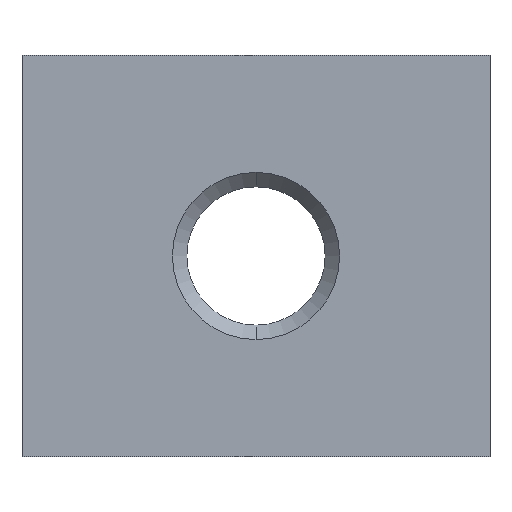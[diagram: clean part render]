
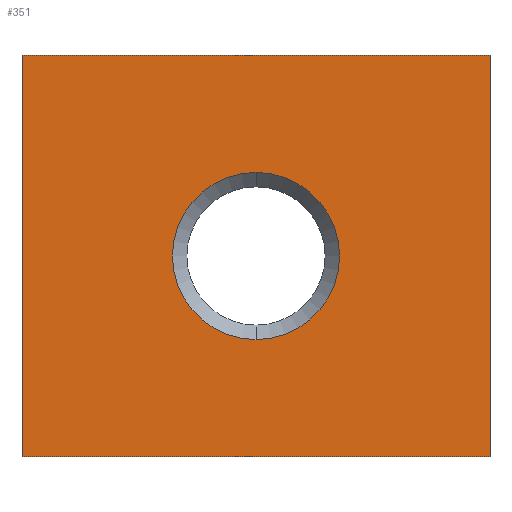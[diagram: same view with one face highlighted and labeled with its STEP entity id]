
A CAD part, front view. The second image highlights one B-rep face of the part: STEP entity #351.
In plain terms, the highlighted planar face has unit normal (0, -1, 0).
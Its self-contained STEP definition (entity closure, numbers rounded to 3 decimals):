
#10 = FACE_BOUND ( 'NONE', #219, .T. ) ;
#20 = EDGE_LOOP ( 'NONE', ( #241, #358, #104, #329 ) ) ;
#27 = AXIS2_PLACEMENT_3D ( 'NONE', #344, #41, #36 ) ;
#31 = LINE ( 'NONE', #86, #52 ) ;
#36 = DIRECTION ( 'NONE',  ( 0., 0., 1. ) ) ;
#41 = DIRECTION ( 'NONE',  ( 0., 1., 0. ) ) ;
#43 = VERTEX_POINT ( 'NONE', #278 ) ;
#45 = CIRCLE ( 'NONE', #27, 2.5 ) ;
#49 = EDGE_CURVE ( 'NONE', #292, #247, #31, .T. ) ;
#52 = VECTOR ( 'NONE', #63, 1000. ) ;
#54 = VECTOR ( 'NONE', #246, 1000. ) ;
#63 = DIRECTION ( 'NONE',  ( -1., 0., 0. ) ) ;
#72 = CARTESIAN_POINT ( 'NONE',  ( 7., -3., 6. ) ) ;
#78 = VECTOR ( 'NONE', #149, 1000. ) ;
#79 = CARTESIAN_POINT ( 'NONE',  ( -7., -3., 6. ) ) ;
#84 = VERTEX_POINT ( 'NONE', #72 ) ;
#86 = CARTESIAN_POINT ( 'NONE',  ( 7., -3., -6. ) ) ;
#95 = CARTESIAN_POINT ( 'NONE',  ( -7., -3., -6. ) ) ;
#97 = EDGE_CURVE ( 'NONE', #247, #162, #200, .T. ) ;
#104 = ORIENTED_EDGE ( 'NONE', *, *, #238, .F. ) ;
#105 = FACE_OUTER_BOUND ( 'NONE', #20, .T. ) ;
#124 = LINE ( 'NONE', #159, #54 ) ;
#129 = CARTESIAN_POINT ( 'NONE',  ( -7., -3., 6. ) ) ;
#145 = CIRCLE ( 'NONE', #208, 2.5 ) ;
#149 = DIRECTION ( 'NONE',  ( 0., 0., 1. ) ) ;
#159 = CARTESIAN_POINT ( 'NONE',  ( 7., -3., 6. ) ) ;
#162 = VERTEX_POINT ( 'NONE', #343 ) ;
#178 = DIRECTION ( 'NONE',  ( 0., 1., 0. ) ) ;
#181 = EDGE_CURVE ( 'NONE', #252, #43, #145, .T. ) ;
#188 = EDGE_CURVE ( 'NONE', #43, #252, #45, .T. ) ;
#189 = CARTESIAN_POINT ( 'NONE',  ( 0., -3., -2.5 ) ) ;
#191 = AXIS2_PLACEMENT_3D ( 'NONE', #129, #244, #354 ) ;
#200 = LINE ( 'NONE', #258, #78 ) ;
#208 = AXIS2_PLACEMENT_3D ( 'NONE', #320, #178, #290 ) ;
#212 = PLANE ( 'NONE',  #191 ) ;
#214 = LINE ( 'NONE', #79, #315 ) ;
#219 = EDGE_LOOP ( 'NONE', ( #353, #305 ) ) ;
#238 = EDGE_CURVE ( 'NONE', #84, #292, #124, .T. ) ;
#241 = ORIENTED_EDGE ( 'NONE', *, *, #97, .F. ) ;
#244 = DIRECTION ( 'NONE',  ( 0., 1., 0. ) ) ;
#246 = DIRECTION ( 'NONE',  ( 0., 0., -1. ) ) ;
#247 = VERTEX_POINT ( 'NONE', #95 ) ;
#252 = VERTEX_POINT ( 'NONE', #189 ) ;
#253 = EDGE_CURVE ( 'NONE', #162, #84, #214, .T. ) ;
#258 = CARTESIAN_POINT ( 'NONE',  ( -7., -3., -6. ) ) ;
#278 = CARTESIAN_POINT ( 'NONE',  ( 0., -3., 2.5 ) ) ;
#290 = DIRECTION ( 'NONE',  ( 0., 0., 1. ) ) ;
#292 = VERTEX_POINT ( 'NONE', #293 ) ;
#293 = CARTESIAN_POINT ( 'NONE',  ( 7., -3., -6. ) ) ;
#305 = ORIENTED_EDGE ( 'NONE', *, *, #188, .T. ) ;
#315 = VECTOR ( 'NONE', #350, 1000. ) ;
#320 = CARTESIAN_POINT ( 'NONE',  ( 0., -3., 0. ) ) ;
#329 = ORIENTED_EDGE ( 'NONE', *, *, #253, .F. ) ;
#343 = CARTESIAN_POINT ( 'NONE',  ( -7., -3., 6. ) ) ;
#344 = CARTESIAN_POINT ( 'NONE',  ( 0., -3., 0. ) ) ;
#350 = DIRECTION ( 'NONE',  ( 1., 0., 0. ) ) ;
#351 = ADVANCED_FACE ( 'PLANAR_1', ( #105, #10 ), #212, .F. ) ;
#353 = ORIENTED_EDGE ( 'NONE', *, *, #181, .T. ) ;
#354 = DIRECTION ( 'NONE',  ( 0., 0., 1. ) ) ;
#358 = ORIENTED_EDGE ( 'NONE', *, *, #49, .F. ) ;
